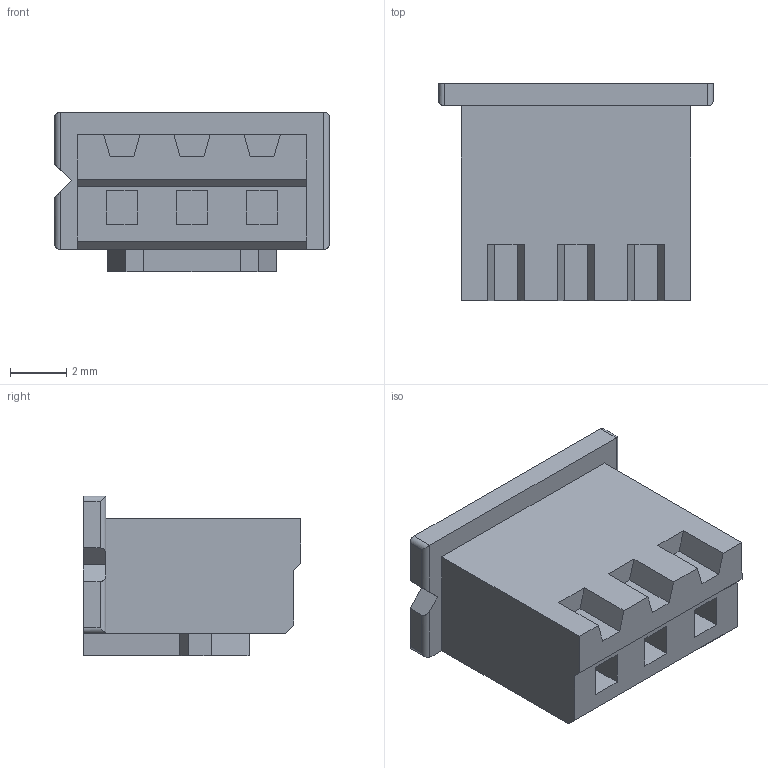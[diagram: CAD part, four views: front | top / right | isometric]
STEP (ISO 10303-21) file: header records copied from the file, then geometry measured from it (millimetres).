
FILE_DESCRIPTION (( 'STEP AP214' ), '1' );
FILE_NAME ('XHP-3.STEP', '2021-10-12T09:08:29', ( '' ), ( '' ), 'SwSTEP 2.0', 'SolidWorks 2017', '' );
FILE_SCHEMA (( 'AUTOMOTIVE_DESIGN' ));
Length unit declared in the file: millimetre
Products named in the file (1): XHP-3
Bounding box: 9.8 x 7.75 x 5.7 mm (x, y, z)
Volume: 185.7 mm3; surface area: 489.1 mm2
Topology: 1 solids, 1 shells, 91 faces, 245 edges, 162 vertices
Faces by surface type: plane 84, cylinder 7
Entity records: 2825 total; most frequent: CARTESIAN_POINT 517, ORIENTED_EDGE 490, DIRECTION 427, EDGE_CURVE 245, VECTOR 235, LINE 235, VERTEX_POINT 162, EDGE_LOOP 97
